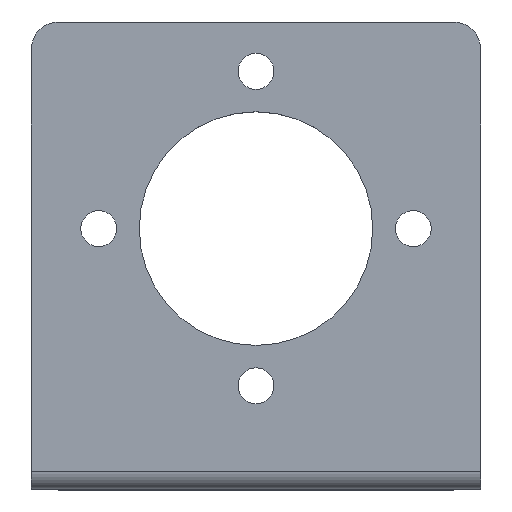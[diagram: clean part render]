
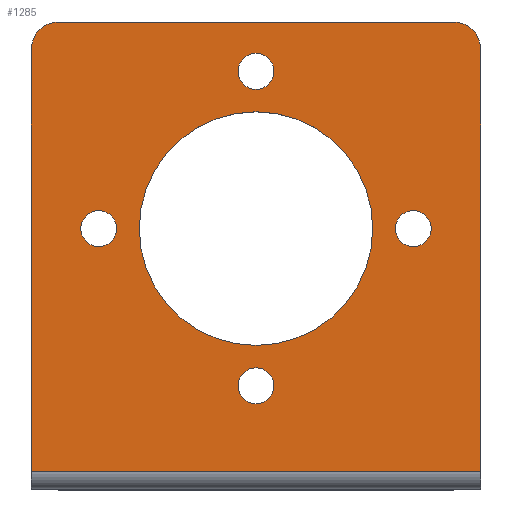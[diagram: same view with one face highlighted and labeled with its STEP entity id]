
A CAD part, top view. The second image highlights one B-rep face of the part: STEP entity #1285.
In plain terms, the highlighted planar face has unit normal (0, 0, 1).
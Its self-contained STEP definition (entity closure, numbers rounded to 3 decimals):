
#9 = AXIS2_PLACEMENT_3D ( 'NONE', #54, #774, #155 ) ;
#13 = AXIS2_PLACEMENT_3D ( 'NONE', #1091, #472, #1198 ) ;
#15 = CARTESIAN_POINT ( 'NONE',  ( 71.139, 46.503, -82.334 ) ) ;
#20 = DIRECTION ( 'NONE',  ( 0., 0., 1. ) ) ;
#27 = VERTEX_POINT ( 'NONE', #115 ) ;
#31 = EDGE_LOOP ( 'NONE', ( #1156, #1005 ) ) ;
#40 = AXIS2_PLACEMENT_3D ( 'NONE', #459, #1075, #971 ) ;
#44 = EDGE_LOOP ( 'NONE', ( #331, #869 ) ) ;
#51 = DIRECTION ( 'NONE',  ( 0., 0., 1. ) ) ;
#54 = CARTESIAN_POINT ( 'NONE',  ( 53.639, 29.003, -82.334 ) ) ;
#70 = CARTESIAN_POINT ( 'NONE',  ( 71.139, 29.003, -82.334 ) ) ;
#76 = VECTOR ( 'NONE', #160, 1000. ) ;
#81 = CARTESIAN_POINT ( 'NONE',  ( 96.139, 49., -82.334 ) ) ;
#89 = AXIS2_PLACEMENT_3D ( 'NONE', #755, #51, #766 ) ;
#98 = AXIS2_PLACEMENT_3D ( 'NONE', #361, #976, #248 ) ;
#100 = ORIENTED_EDGE ( 'NONE', *, *, #969, .F. ) ;
#109 = DIRECTION ( 'NONE',  ( 1., 0., 0. ) ) ;
#114 = VERTEX_POINT ( 'NONE', #1122 ) ;
#115 = CARTESIAN_POINT ( 'NONE',  ( 96.139, 2., -82.334 ) ) ;
#121 = CARTESIAN_POINT ( 'NONE',  ( 58.139, 29.003, -82.334 ) ) ;
#127 = DIRECTION ( 'NONE',  ( 1., 0., 0. ) ) ;
#130 = ORIENTED_EDGE ( 'NONE', *, *, #163, .F. ) ;
#131 = CARTESIAN_POINT ( 'NONE',  ( 96.139, 2., -82.334 ) ) ;
#134 = EDGE_CURVE ( 'NONE', #473, #942, #156, .T. ) ;
#137 = CARTESIAN_POINT ( 'NONE',  ( 93.139, 52., -82.334 ) ) ;
#148 = DIRECTION ( 'NONE',  ( 0., 0., 1. ) ) ;
#155 = DIRECTION ( 'NONE',  ( 1., 0., 0. ) ) ;
#156 = CIRCLE ( 'NONE', #1048, 2. ) ;
#160 = DIRECTION ( 'NONE',  ( 0., -1., 0. ) ) ;
#163 = EDGE_CURVE ( 'NONE', #738, #313, #432, .T. ) ;
#171 = CARTESIAN_POINT ( 'NONE',  ( 84.139, 29.003, -82.334 ) ) ;
#191 = CIRCLE ( 'NONE', #930, 2. ) ;
#198 = CARTESIAN_POINT ( 'NONE',  ( 73.139, 11.503, -82.334 ) ) ;
#203 = FACE_BOUND ( 'NONE', #1055, .T. ) ;
#234 = FACE_OUTER_BOUND ( 'NONE', #719, .T. ) ;
#240 = VERTEX_POINT ( 'NONE', #81 ) ;
#243 = CARTESIAN_POINT ( 'NONE',  ( 88.639, 29.003, -82.334 ) ) ;
#248 = DIRECTION ( 'NONE',  ( 1., 0., 0. ) ) ;
#249 = VERTEX_POINT ( 'NONE', #806 ) ;
#257 = CARTESIAN_POINT ( 'NONE',  ( 86.639, 29.003, -82.334 ) ) ;
#262 = EDGE_LOOP ( 'NONE', ( #840, #1035 ) ) ;
#283 = CARTESIAN_POINT ( 'NONE',  ( 69.139, 46.503, -82.334 ) ) ;
#295 = ORIENTED_EDGE ( 'NONE', *, *, #1184, .T. ) ;
#313 = VERTEX_POINT ( 'NONE', #121 ) ;
#319 = EDGE_CURVE ( 'NONE', #313, #738, #486, .T. ) ;
#323 = DIRECTION ( 'NONE',  ( 0., 0., 1. ) ) ;
#331 = ORIENTED_EDGE ( 'NONE', *, *, #449, .F. ) ;
#336 = VECTOR ( 'NONE', #856, 1000. ) ;
#353 = DIRECTION ( 'NONE',  ( 1., 0., 0. ) ) ;
#361 = CARTESIAN_POINT ( 'NONE',  ( 53.639, 29.003, -82.334 ) ) ;
#364 = CARTESIAN_POINT ( 'NONE',  ( 46.139, 49., -82.334 ) ) ;
#375 = CARTESIAN_POINT ( 'NONE',  ( 93.139, 52., -82.334 ) ) ;
#393 = CIRCLE ( 'NONE', #1239, 3. ) ;
#404 = CIRCLE ( 'NONE', #598, 2. ) ;
#432 = CIRCLE ( 'NONE', #1197, 13. ) ;
#438 = EDGE_CURVE ( 'NONE', #240, #517, #393, .T. ) ;
#444 = CIRCLE ( 'NONE', #9, 2. ) ;
#449 = EDGE_CURVE ( 'NONE', #114, #1131, #1154, .T. ) ;
#455 = EDGE_LOOP ( 'NONE', ( #718, #130 ) ) ;
#459 = CARTESIAN_POINT ( 'NONE',  ( 71.139, 11.503, -82.334 ) ) ;
#472 = DIRECTION ( 'NONE',  ( 0., 0., 1. ) ) ;
#473 = VERTEX_POINT ( 'NONE', #866 ) ;
#481 = FACE_BOUND ( 'NONE', #262, .T. ) ;
#486 = CIRCLE ( 'NONE', #534, 13. ) ;
#502 = DIRECTION ( 'NONE',  ( 0., 0., 1. ) ) ;
#517 = VERTEX_POINT ( 'NONE', #137 ) ;
#519 = DIRECTION ( 'NONE',  ( 0., 0., 1. ) ) ;
#524 = CIRCLE ( 'NONE', #40, 2. ) ;
#534 = AXIS2_PLACEMENT_3D ( 'NONE', #70, #681, #1316 ) ;
#536 = ORIENTED_EDGE ( 'NONE', *, *, #948, .F. ) ;
#557 = VECTOR ( 'NONE', #1293, 1000. ) ;
#592 = LINE ( 'NONE', #763, #557 ) ;
#598 = AXIS2_PLACEMENT_3D ( 'NONE', #15, #736, #127 ) ;
#599 = VERTEX_POINT ( 'NONE', #198 ) ;
#616 = EDGE_CURVE ( 'NONE', #599, #1129, #191, .T. ) ;
#618 = CARTESIAN_POINT ( 'NONE',  ( 71.139, 29.003, -82.334 ) ) ;
#636 = CARTESIAN_POINT ( 'NONE',  ( 49.139, 49., -82.334 ) ) ;
#659 = AXIS2_PLACEMENT_3D ( 'NONE', #636, #20, #739 ) ;
#681 = DIRECTION ( 'NONE',  ( 0., 0., 1. ) ) ;
#698 = CIRCLE ( 'NONE', #659, 3. ) ;
#700 = VERTEX_POINT ( 'NONE', #1008 ) ;
#712 = CIRCLE ( 'NONE', #13, 2. ) ;
#715 = VERTEX_POINT ( 'NONE', #283 ) ;
#718 = ORIENTED_EDGE ( 'NONE', *, *, #319, .F. ) ;
#719 = EDGE_LOOP ( 'NONE', ( #536, #295, #1253, #1179, #1205, #772 ) ) ;
#736 = DIRECTION ( 'NONE',  ( 0., 0., 1. ) ) ;
#738 = VERTEX_POINT ( 'NONE', #171 ) ;
#739 = DIRECTION ( 'NONE',  ( 1., 0., 0. ) ) ;
#743 = FACE_BOUND ( 'NONE', #44, .T. ) ;
#755 = CARTESIAN_POINT ( 'NONE',  ( 93.139, 49., -82.334 ) ) ;
#759 = DIRECTION ( 'NONE',  ( 1., 0., 0. ) ) ;
#763 = CARTESIAN_POINT ( 'NONE',  ( 96.139, 2., -82.334 ) ) ;
#766 = DIRECTION ( 'NONE',  ( 1., 0., 0. ) ) ;
#772 = ORIENTED_EDGE ( 'NONE', *, *, #914, .T. ) ;
#774 = DIRECTION ( 'NONE',  ( 0., 0., 1. ) ) ;
#782 = EDGE_CURVE ( 'NONE', #517, #249, #1102, .T. ) ;
#783 = FACE_BOUND ( 'NONE', #31, .T. ) ;
#806 = CARTESIAN_POINT ( 'NONE',  ( 49.139, 52., -82.334 ) ) ;
#840 = ORIENTED_EDGE ( 'NONE', *, *, #1213, .F. ) ;
#842 = CARTESIAN_POINT ( 'NONE',  ( 55.639, 29.003, -82.334 ) ) ;
#856 = DIRECTION ( 'NONE',  ( 0., 1., 0. ) ) ;
#859 = VERTEX_POINT ( 'NONE', #1193 ) ;
#866 = CARTESIAN_POINT ( 'NONE',  ( 90.639, 29.003, -82.334 ) ) ;
#869 = ORIENTED_EDGE ( 'NONE', *, *, #1307, .F. ) ;
#871 = CARTESIAN_POINT ( 'NONE',  ( 93.139, 49., -82.334 ) ) ;
#903 = LINE ( 'NONE', #364, #76 ) ;
#914 = EDGE_CURVE ( 'NONE', #859, #700, #903, .T. ) ;
#930 = AXIS2_PLACEMENT_3D ( 'NONE', #1230, #502, #1134 ) ;
#940 = CARTESIAN_POINT ( 'NONE',  ( 88.639, 29.003, -82.334 ) ) ;
#942 = VERTEX_POINT ( 'NONE', #257 ) ;
#943 = AXIS2_PLACEMENT_3D ( 'NONE', #243, #966, #353 ) ;
#948 = EDGE_CURVE ( 'NONE', #27, #700, #592, .T. ) ;
#966 = DIRECTION ( 'NONE',  ( 0., 0., 1. ) ) ;
#969 = EDGE_CURVE ( 'NONE', #1129, #599, #524, .T. ) ;
#971 = DIRECTION ( 'NONE',  ( 1., 0., 0. ) ) ;
#976 = DIRECTION ( 'NONE',  ( 0., 0., 1. ) ) ;
#1005 = ORIENTED_EDGE ( 'NONE', *, *, #1118, .F. ) ;
#1008 = CARTESIAN_POINT ( 'NONE',  ( 46.139, 2., -82.334 ) ) ;
#1030 = FACE_BOUND ( 'NONE', #455, .T. ) ;
#1035 = ORIENTED_EDGE ( 'NONE', *, *, #134, .F. ) ;
#1040 = VERTEX_POINT ( 'NONE', #1058 ) ;
#1042 = DIRECTION ( 'NONE',  ( 1., 0., 0. ) ) ;
#1048 = AXIS2_PLACEMENT_3D ( 'NONE', #940, #323, #1042 ) ;
#1055 = EDGE_LOOP ( 'NONE', ( #100, #1133 ) ) ;
#1058 = CARTESIAN_POINT ( 'NONE',  ( 73.139, 46.503, -82.334 ) ) ;
#1075 = DIRECTION ( 'NONE',  ( 0., 0., 1. ) ) ;
#1091 = CARTESIAN_POINT ( 'NONE',  ( 71.139, 46.503, -82.334 ) ) ;
#1098 = DIRECTION ( 'NONE',  ( -1., 0., 0. ) ) ;
#1102 = LINE ( 'NONE', #375, #1278 ) ;
#1118 = EDGE_CURVE ( 'NONE', #1040, #715, #404, .T. ) ;
#1122 = CARTESIAN_POINT ( 'NONE',  ( 51.639, 29.003, -82.334 ) ) ;
#1129 = VERTEX_POINT ( 'NONE', #1163 ) ;
#1131 = VERTEX_POINT ( 'NONE', #842 ) ;
#1133 = ORIENTED_EDGE ( 'NONE', *, *, #616, .F. ) ;
#1134 = DIRECTION ( 'NONE',  ( 1., 0., 0. ) ) ;
#1137 = CIRCLE ( 'NONE', #943, 2. ) ;
#1146 = EDGE_CURVE ( 'NONE', #249, #859, #698, .T. ) ;
#1154 = CIRCLE ( 'NONE', #98, 2. ) ;
#1156 = ORIENTED_EDGE ( 'NONE', *, *, #1290, .F. ) ;
#1163 = CARTESIAN_POINT ( 'NONE',  ( 69.139, 11.503, -82.334 ) ) ;
#1179 = ORIENTED_EDGE ( 'NONE', *, *, #782, .T. ) ;
#1184 = EDGE_CURVE ( 'NONE', #27, #240, #1202, .T. ) ;
#1193 = CARTESIAN_POINT ( 'NONE',  ( 46.139, 49., -82.334 ) ) ;
#1197 = AXIS2_PLACEMENT_3D ( 'NONE', #618, #519, #109 ) ;
#1198 = DIRECTION ( 'NONE',  ( 1., 0., 0. ) ) ;
#1202 = LINE ( 'NONE', #131, #336 ) ;
#1205 = ORIENTED_EDGE ( 'NONE', *, *, #1146, .T. ) ;
#1213 = EDGE_CURVE ( 'NONE', #942, #473, #1137, .T. ) ;
#1230 = CARTESIAN_POINT ( 'NONE',  ( 71.139, 11.503, -82.334 ) ) ;
#1239 = AXIS2_PLACEMENT_3D ( 'NONE', #871, #148, #759 ) ;
#1253 = ORIENTED_EDGE ( 'NONE', *, *, #438, .T. ) ;
#1278 = VECTOR ( 'NONE', #1098, 1000. ) ;
#1285 = ADVANCED_FACE ( 'NONE', ( #743, #1030, #234, #481, #203, #783 ), #1296, .T. ) ;
#1290 = EDGE_CURVE ( 'NONE', #715, #1040, #712, .T. ) ;
#1293 = DIRECTION ( 'NONE',  ( -1., 0., 0. ) ) ;
#1296 = PLANE ( 'NONE',  #89 ) ;
#1307 = EDGE_CURVE ( 'NONE', #1131, #114, #444, .T. ) ;
#1316 = DIRECTION ( 'NONE',  ( 1., 0., 0. ) ) ;
